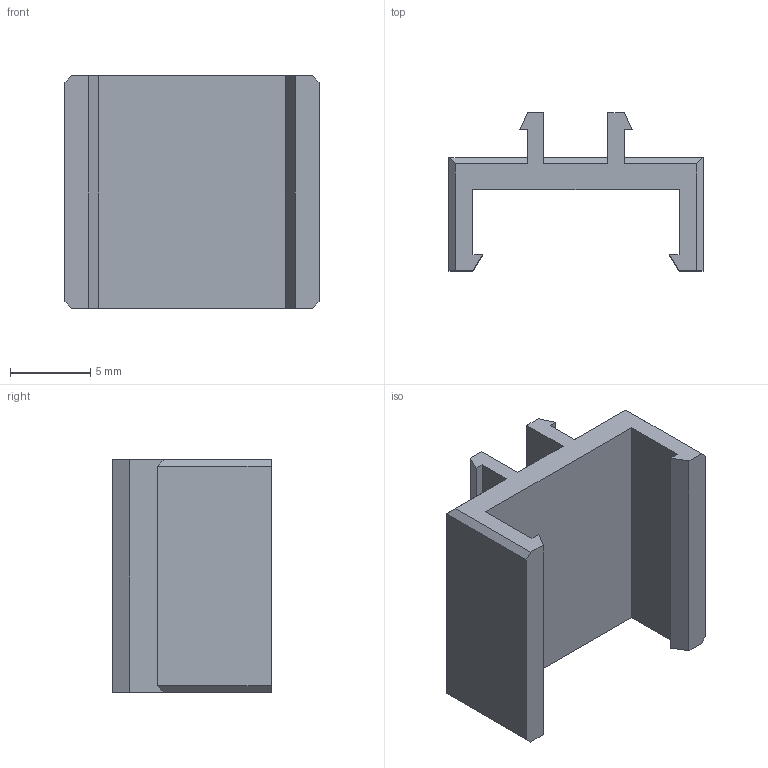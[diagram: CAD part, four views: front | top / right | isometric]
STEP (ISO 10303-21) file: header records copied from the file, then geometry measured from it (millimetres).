
FILE_DESCRIPTION(/* description */ (''),/* implementation_level */ '2;1');
FILE_NAME(/* name */ '436400401 v2.step',/* time_stamp */ '2021-12-30T07:34:50+01:00',/* author */ (''),/* organization */ (''),/* preprocessor_version */ 'ST-DEVELOPER v18.1',/* originating_system */ 'Autodesk Translation Framework v10.10.0.1391',/* authorisation */ '');
FILE_SCHEMA (('AUTOMOTIVE_DESIGN { 1 0 10303 214 3 1 1 }'));
Length unit declared in the file: millimetre
Products named in the file (1): 436400401
Bounding box: 15.85 x 9.86 x 14.5 mm (x, y, z)
Volume: 773.1 mm3; surface area: 1107.9 mm2
Topology: 1 solids, 1 shells, 36 faces, 98 edges, 64 vertices
Faces by surface type: plane 36
Entity records: 1143 total; most frequent: CARTESIAN_POINT 199, ORIENTED_EDGE 196, DIRECTION 172, LINE 98, VECTOR 98, EDGE_CURVE 98, VERTEX_POINT 64, AXIS2_PLACEMENT_3D 37
